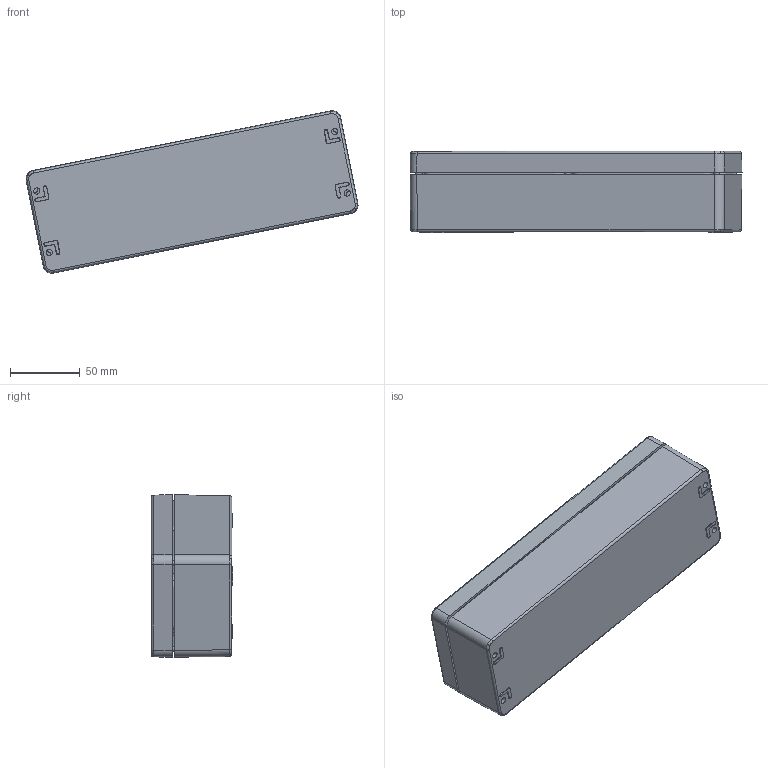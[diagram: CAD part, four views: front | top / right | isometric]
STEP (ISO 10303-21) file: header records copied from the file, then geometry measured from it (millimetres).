
FILE_DESCRIPTION(/* description */ ('Polyester-Gehäuse 230x75x55 mm'),/* implementation_level */ '2;1');
FILE_NAME(/* name */ '07230806010-RST.stp',/* time_stamp */ '2021-09-02T14:26:46+02:00',/* author */ ('sl'),/* organization */ (''),/* preprocessor_version */ 'ST-DEVELOPER v16.5',/* originating_system */ 'Autodesk Inventor 2017',/* authorisation */ '');
FILE_SCHEMA (('AUTOMOTIVE_DESIGN { 1 0 10303 214 3 1 1 }'));
Products named in the file (8): 07_230806_010; Deckel-Polyester-Gehäuse-11-BT-0001-07_230806_010; 07_230806_010_1; 07_230806_010_2; 21235-Unterteil_Standard; 86223_Standard; 86221_Standard; 07_230806_010_3
Assembly tree (18 placements, depth 3):
  07_230806_010
    Deckel-Polyester-Gehäuse-11-BT-0001-07_230806_010
    07_230806_010_1
    07_230806_010_3  x6
    07_230806_010_2
      86223_Standard  x6
      21235-Unterteil_Standard
      86221_Standard  x2
Bounding box: 238.12 x 58.2 x 116.5 mm (x, y, z)
Volume: 331312.3 mm3; surface area: 149547.3 mm2
Topology: 17 solids, 17 shells, 1191 faces, 2918 edges, 1792 vertices
Faces by surface type: bspline 372, plane 347, cylinder 256, cone 124, torus 88, sphere 4
Full cylindrical faces by diameter (mm): 3.3 x8, 3.52 x6, 4 x6, 4.5 x2, 5 x8, 5.5 x6
Entity records: 44456 total; most frequent: CARTESIAN_POINT 24361, ORIENTED_EDGE 4346, DIRECTION 3920, EDGE_CURVE 2173, AXIS2_PLACEMENT_3D 1666, VERTEX_POINT 1347, EDGE_LOOP 1050, FACE_OUTER_BOUND 933
